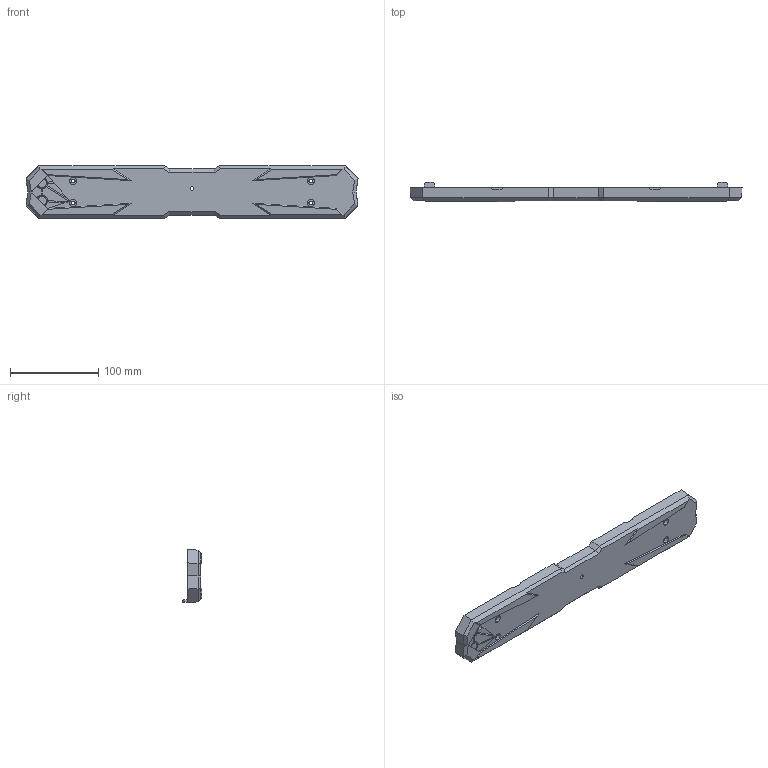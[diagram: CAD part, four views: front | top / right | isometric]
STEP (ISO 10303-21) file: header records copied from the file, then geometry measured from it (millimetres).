
FILE_DESCRIPTION (( 'STEP AP214' ), '1' );
FILE_NAME ('JXHSV06P-01007-d Base Front Panel.step', '2023-06-08T06:48:22', ( '微软用户' ), ( '微软中国' ), 'SwSTEP 2.0', 'SolidWorks 2020', '' );
FILE_SCHEMA (( 'AUTOMOTIVE_DESIGN' ));
Length unit declared in the file: millimetre
Products named in the file (1): JXHSV06P-01007-d Base Front Panel
Bounding box: 377.21 x 21.99 x 60.09 mm (x, y, z)
Volume: 108492.4 mm3; surface area: 85916.1 mm2
Topology: 3 solids, 3 shells, 629 faces, 1703 edges, 1122 vertices
Faces by surface type: plane 494, cylinder 131, bspline 4
Entity records: 19751 total; most frequent: CARTESIAN_POINT 3655, ORIENTED_EDGE 3406, DIRECTION 3205, EDGE_CURVE 1703, VECTOR 1393, LINE 1393, VERTEX_POINT 1122, AXIS2_PLACEMENT_3D 906
